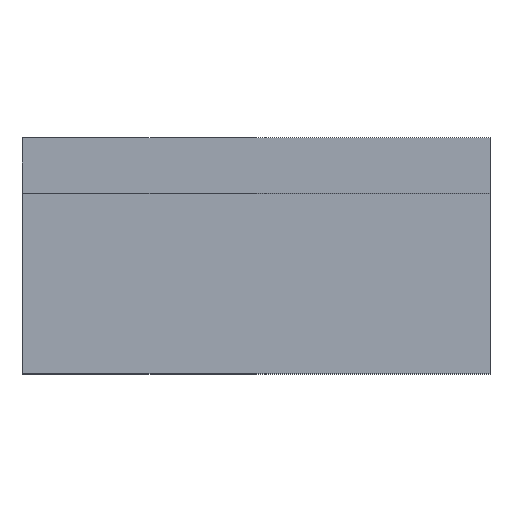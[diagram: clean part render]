
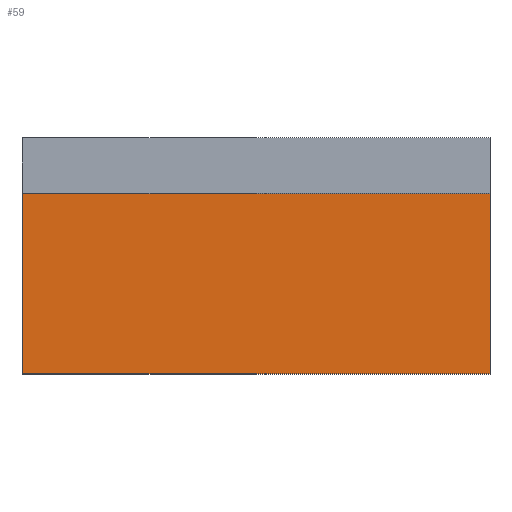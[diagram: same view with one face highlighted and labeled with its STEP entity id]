
A CAD part, top view. The second image highlights one B-rep face of the part: STEP entity #59.
In plain terms, the highlighted planar face has unit normal (0, 0, 1).
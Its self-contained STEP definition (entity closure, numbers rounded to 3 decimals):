
#59=ADVANCED_FACE('',(#115),#116,.T.);
#115=FACE_OUTER_BOUND('',#165,.T.);
#116=PLANE('',#166);
#165=EDGE_LOOP('',(#275,#276,#277,#278));
#166=AXIS2_PLACEMENT_3D('',#279,#280,#281);
#275=ORIENTED_EDGE('',*,*,#319,.F.);
#276=ORIENTED_EDGE('',*,*,#345,.T.);
#277=ORIENTED_EDGE('',*,*,#335,.F.);
#278=ORIENTED_EDGE('',*,*,#327,.F.);
#279=CARTESIAN_POINT('',(-40.0,2.8,26.6));
#280=DIRECTION('',(0.,0.0,1.0));
#281=DIRECTION('',(-1.0,0.0,0.));
#319=EDGE_CURVE('',#380,#359,#382,.T.);
#327=EDGE_CURVE('',#359,#391,#394,.T.);
#335=EDGE_CURVE('',#391,#405,#406,.T.);
#345=EDGE_CURVE('',#380,#405,#420,.T.);
#359=VERTEX_POINT('',#434);
#380=VERTEX_POINT('',#465);
#382=LINE('',#468,#469);
#391=VERTEX_POINT('',#481);
#394=LINE('',#486,#487);
#405=VERTEX_POINT('',#503);
#406=LINE('',#504,#505);
#420=LINE('',#526,#527);
#434=CARTESIAN_POINT('',(-40.0,2.8,26.6));
#465=CARTESIAN_POINT('',(-40.0,-28.0,26.6));
#468=CARTESIAN_POINT('',(-40.0,-28.0,26.6));
#469=VECTOR('',#555,30.8);
#481=CARTESIAN_POINT('',(40.,2.8,26.6));
#486=CARTESIAN_POINT('',(-40.0,2.8,26.6));
#487=VECTOR('',#561,80.0);
#503=CARTESIAN_POINT('',(40.,-28.0,26.6));
#504=CARTESIAN_POINT('',(40.,2.8,26.6));
#505=VECTOR('',#567,30.8);
#526=CARTESIAN_POINT('',(-40.0,-28.0,26.6));
#527=VECTOR('',#575,80.0);
#555=DIRECTION('',(0.,1.0,0.));
#561=DIRECTION('',(1.0,0.,0.));
#567=DIRECTION('',(0.,-1.0,0.));
#575=DIRECTION('',(1.0,0.,0.));
